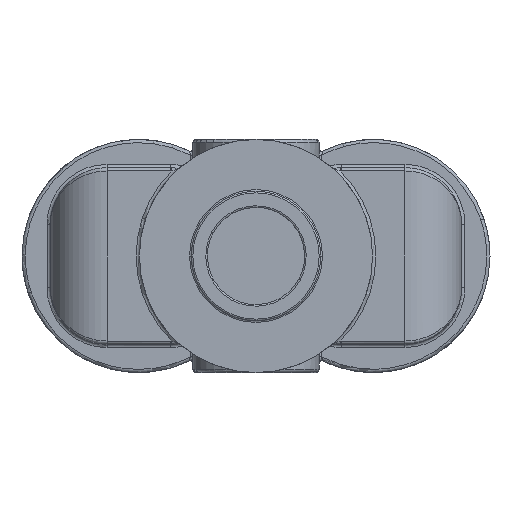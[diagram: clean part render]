
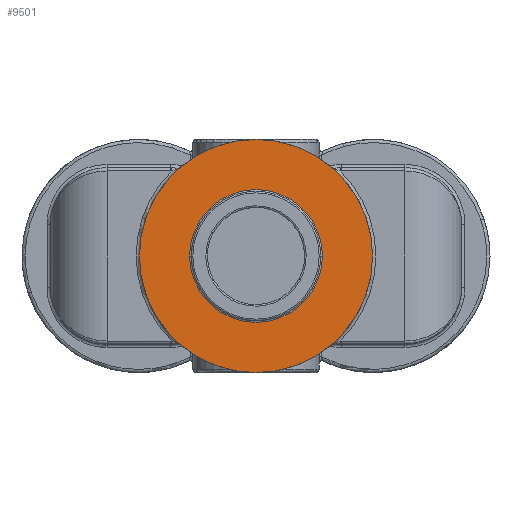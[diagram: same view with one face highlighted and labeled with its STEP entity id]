
A CAD part, front view. The second image highlights one B-rep face of the part: STEP entity #9501.
In plain terms, the highlighted planar face has unit normal (0, -1, 0).
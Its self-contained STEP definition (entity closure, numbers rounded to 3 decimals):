
#5234=CARTESIAN_POINT('Axis2P3D Location',(0.,10.,0.)) ;
#9428=CARTESIAN_POINT('Vertex',(-7.2,10.,0.)) ;
#9435=CARTESIAN_POINT('Vertex',(7.2,10.,0.)) ;
#9438=CARTESIAN_POINT('Axis2P3D Location',(0.,10.,0.)) ;
#9461=CARTESIAN_POINT('Axis2P3D Location',(0.,10.,0.)) ;
#9483=CARTESIAN_POINT('Axis2P3D Location',(0.,10.,0.)) ;
#9487=CARTESIAN_POINT('Vertex',(4.1,10.,0.)) ;
#9489=CARTESIAN_POINT('Vertex',(-4.1,10.,0.)) ;
#9492=CARTESIAN_POINT('Axis2P3D Location',(0.,10.,0.)) ;
#5235=DIRECTION('Axis2P3D Direction',(0.,1.,0.)) ;
#5236=DIRECTION('Axis2P3D XDirection',(0.,0.,1.)) ;
#9439=DIRECTION('Axis2P3D Direction',(-0.,1.,0.)) ;
#9462=DIRECTION('Axis2P3D Direction',(-0.,1.,0.)) ;
#9484=DIRECTION('Axis2P3D Direction',(0.,1.,0.)) ;
#9493=DIRECTION('Axis2P3D Direction',(0.,1.,0.)) ;
#5237=AXIS2_PLACEMENT_3D('Plane Axis2P3D',#5234,#5235,#5236) ;
#9440=AXIS2_PLACEMENT_3D('Circle Axis2P3D',#9438,#9439,$) ;
#9463=AXIS2_PLACEMENT_3D('Circle Axis2P3D',#9461,#9462,$) ;
#9485=AXIS2_PLACEMENT_3D('Circle Axis2P3D',#9483,#9484,$) ;
#9494=AXIS2_PLACEMENT_3D('Circle Axis2P3D',#9492,#9493,$) ;
#9480=ORIENTED_EDGE('',*,*,#9442,.F.) ;
#9481=ORIENTED_EDGE('',*,*,#9465,.F.) ;
#9498=ORIENTED_EDGE('',*,*,#9491,.T.) ;
#9499=ORIENTED_EDGE('',*,*,#9496,.T.) ;
#9500=FACE_BOUND('',#9497,.T.) ;
#9501=ADVANCED_FACE('PR565B-08',(#9482,#9500),#5238,.F.) ;
#9441=CIRCLE('generated circle',#9440,7.2) ;
#9464=CIRCLE('generated circle',#9463,7.2) ;
#9486=CIRCLE('generated circle',#9485,4.1) ;
#9495=CIRCLE('generated circle',#9494,4.1) ;
#9442=EDGE_CURVE('',#9436,#9429,#9441,.T.) ;
#9465=EDGE_CURVE('',#9429,#9436,#9464,.T.) ;
#9491=EDGE_CURVE('',#9488,#9490,#9486,.T.) ;
#9496=EDGE_CURVE('',#9490,#9488,#9495,.T.) ;
#9479=EDGE_LOOP('',(#9480,#9481)) ;
#9497=EDGE_LOOP('',(#9498,#9499)) ;
#9482=FACE_OUTER_BOUND('',#9479,.T.) ;
#5238=PLANE('',#5237) ;
#9429=VERTEX_POINT('',#9428) ;
#9436=VERTEX_POINT('',#9435) ;
#9488=VERTEX_POINT('',#9487) ;
#9490=VERTEX_POINT('',#9489) ;
